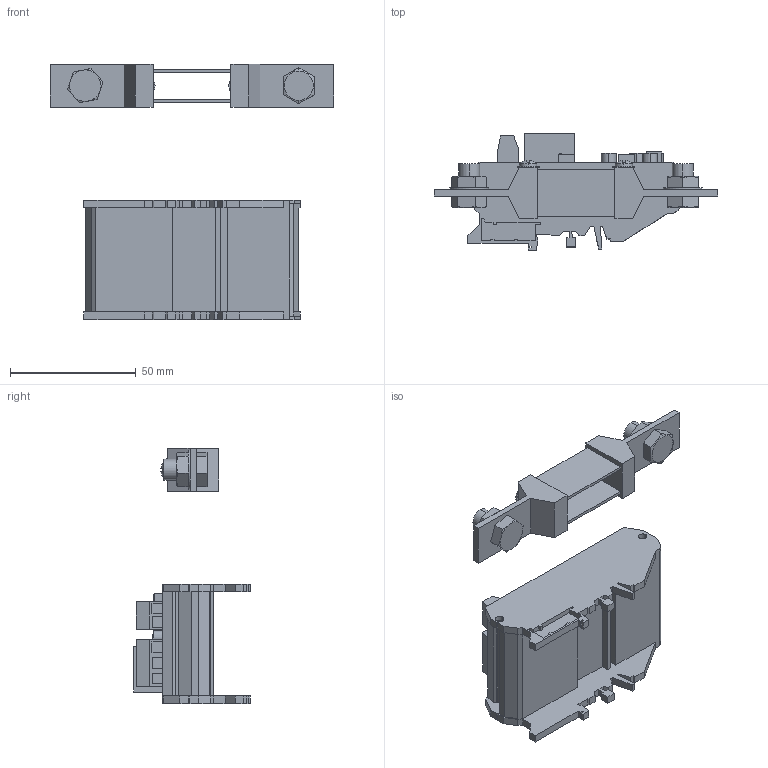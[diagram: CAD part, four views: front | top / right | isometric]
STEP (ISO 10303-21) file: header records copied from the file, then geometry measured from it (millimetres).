
FILE_DESCRIPTION (( 'STEP AP214' ), '1' );
FILE_NAME ('SRCN-C423-2_3D.STEP', '2022-08-22T21:27:00', ( '' ), ( '' ), 'SwSTEP 2.0', 'SolidWorks 2021', '' );
FILE_SCHEMA (( 'AUTOMOTIVE_DESIGN' ));
Length unit declared in the file: inch
Products named in the file (1): SRCN-C423-2_3D
Bounding box: 113 x 46.53 x 101.52 mm (x, y, z)
Volume: 57682.8 mm3; surface area: 40160.6 mm2
Topology: 2 solids, 2 shells, 684 faces, 1794 edges, 1192 vertices
Faces by surface type: plane 579, cylinder 85, cone 18, sphere 2
Entity records: 26667 total; most frequent: CARTESIAN_POINT 3819, ORIENTED_EDGE 3580, DIRECTION 3348, EDGE_CURVE 1790, LINE 1518, VECTOR 1518, VERTEX_POINT 1190, AXIS2_PLACEMENT_3D 915
